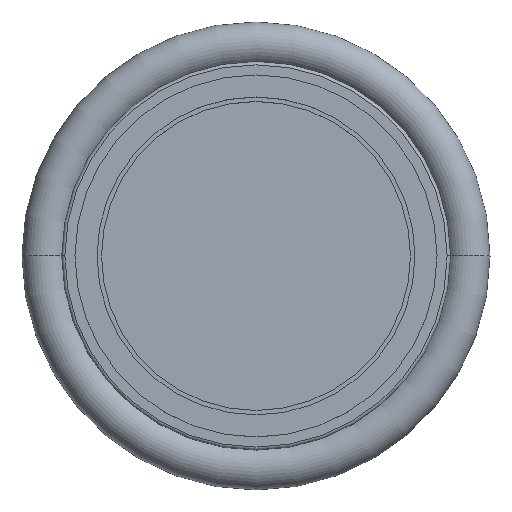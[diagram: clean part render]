
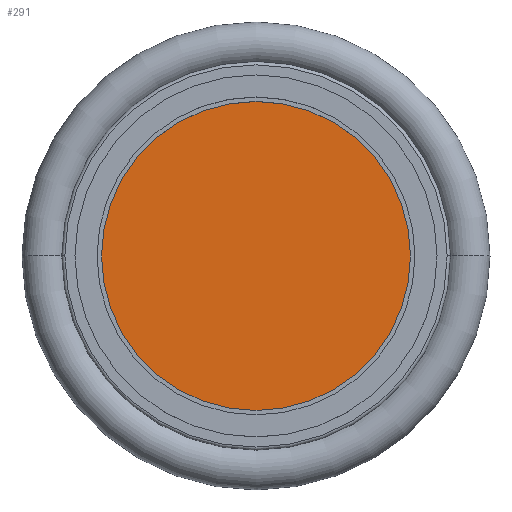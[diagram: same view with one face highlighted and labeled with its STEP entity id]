
A CAD part, top view. The second image highlights one B-rep face of the part: STEP entity #291.
In plain terms, the highlighted planar face has unit normal (0, 0, 1).
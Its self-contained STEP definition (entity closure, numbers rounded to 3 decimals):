
#9 = CARTESIAN_POINT ( 'NONE',  ( -17.5, 0., 0.1 ) ) ;
#181 = CIRCLE ( 'NONE', #435, 17.5 ) ;
#219 = ORIENTED_EDGE ( 'NONE', *, *, #722, .T. ) ;
#254 = EDGE_CURVE ( 'NONE', #367, #843, #181, .T. ) ;
#291 = ADVANCED_FACE ( 'NONE', ( #806 ), #1349, .F. ) ;
#304 = DIRECTION ( 'NONE',  ( 1., 0., 0. ) ) ;
#367 = VERTEX_POINT ( 'NONE', #9 ) ;
#435 = AXIS2_PLACEMENT_3D ( 'NONE', #565, #557, #478 ) ;
#478 = DIRECTION ( 'NONE',  ( 1., 0., 0. ) ) ;
#493 = CARTESIAN_POINT ( 'NONE',  ( 0., 0., 0.1 ) ) ;
#511 = DIRECTION ( 'NONE',  ( 0., 0., -1. ) ) ;
#514 = DIRECTION ( 'NONE',  ( 0., 0., 1. ) ) ;
#557 = DIRECTION ( 'NONE',  ( 0., 0., 1. ) ) ;
#565 = CARTESIAN_POINT ( 'NONE',  ( 0., 0., 0.1 ) ) ;
#609 = CARTESIAN_POINT ( 'NONE',  ( 0., 0., 0.1 ) ) ;
#694 = DIRECTION ( 'NONE',  ( -1., 0., 0. ) ) ;
#722 = EDGE_CURVE ( 'NONE', #843, #367, #1073, .T. ) ;
#806 = FACE_OUTER_BOUND ( 'NONE', #1337, .T. ) ;
#843 = VERTEX_POINT ( 'NONE', #923 ) ;
#923 = CARTESIAN_POINT ( 'NONE',  ( 17.5, 0., 0.1 ) ) ;
#939 = ORIENTED_EDGE ( 'NONE', *, *, #254, .T. ) ;
#971 = AXIS2_PLACEMENT_3D ( 'NONE', #609, #514, #304 ) ;
#1069 = AXIS2_PLACEMENT_3D ( 'NONE', #493, #511, #694 ) ;
#1073 = CIRCLE ( 'NONE', #971, 17.5 ) ;
#1337 = EDGE_LOOP ( 'NONE', ( #219, #939 ) ) ;
#1349 = PLANE ( 'NONE',  #1069 ) ;
